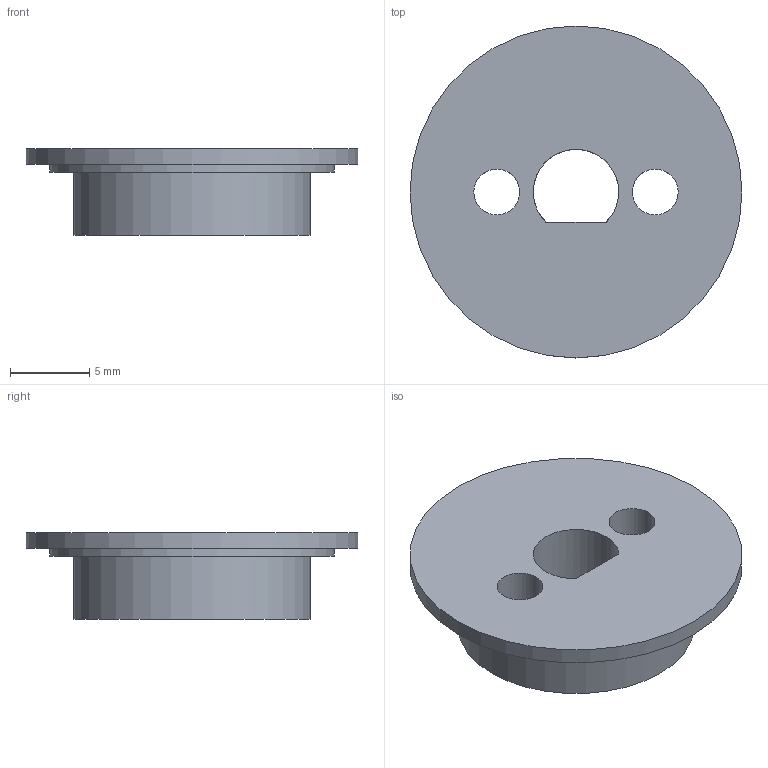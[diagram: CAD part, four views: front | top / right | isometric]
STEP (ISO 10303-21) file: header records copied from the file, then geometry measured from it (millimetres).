
FILE_DESCRIPTION(/* description */ ('STEP AP242','CAx-IF Rec.Pracs.---Representation and Presentation of Product Manufacturing Information (PMI)---4.0---2014-10-13','CAx-IF Rec.Pracs.---3D Tessellated Geometry---0.4---2014-09-14','2;1'),/* implementation_level */ '2;1');
FILE_NAME(/* name */ '65da3cda3c7fd95060a0079c',/* time_stamp */ '2024-02-24T19:00:42Z',/* author */ (''),/* organization */ (''),/* preprocessor_version */ 'ST-DEVELOPER v19.4',/* originating_system */ ' ',/* authorisation */ ' ');
FILE_SCHEMA (('AP242_MANAGED_MODEL_BASED_3D_ENGINEERING_MIM_LF { 1 0 10303 442 1 1 4 }'));
Length unit declared in the file: metre
Products named in the file (1): Hub Motor
Bounding box: 21 x 21 x 5.5 mm (x, y, z)
Volume: 987.1 mm3; surface area: 1099.9 mm2
Topology: 1 solids, 1 shells, 12 faces, 24 edges, 16 vertices
Faces by surface type: plane 6, cylinder 6
Full cylindrical faces by diameter (mm): 2.9 x2, 5.4 x1, 15 x1, 18 x1, 21 x1
Entity records: 316 total; most frequent: DIRECTION 56, CARTESIAN_POINT 45, ORIENTED_EDGE 34, EDGE_LOOP 26, FACE_BOUND 26, AXIS2_PLACEMENT_3D 26, EDGE_CURVE 17, VERTEX_POINT 15
